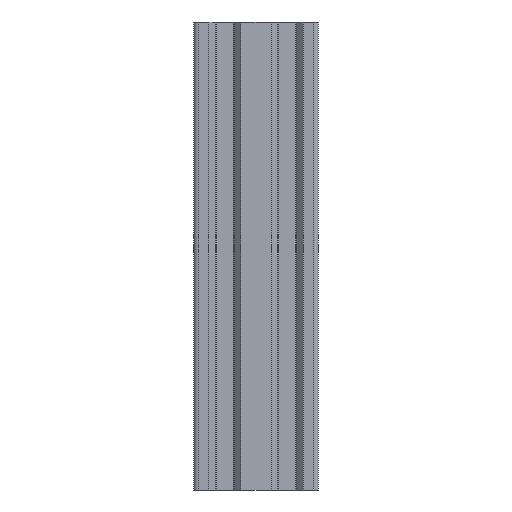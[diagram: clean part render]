
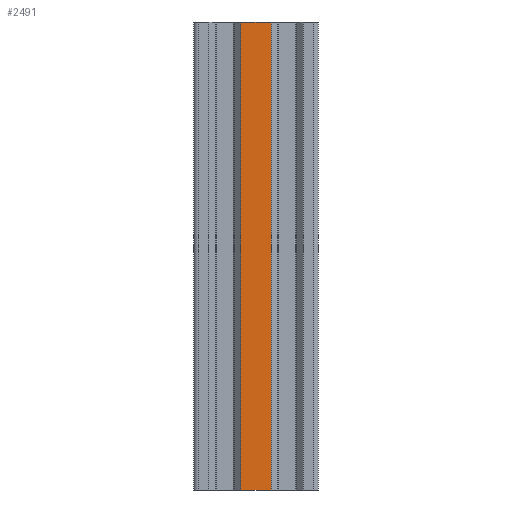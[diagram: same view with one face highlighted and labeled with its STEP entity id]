
A CAD part, left-side view. The second image highlights one B-rep face of the part: STEP entity #2491.
In plain terms, the highlighted planar face has unit normal (-1, 0, 0).
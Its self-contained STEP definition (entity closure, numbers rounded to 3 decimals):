
#33 = CARTESIAN_POINT ( 'NONE',  ( -10., -14.9, 0. ) ) ;
#37 = VECTOR ( 'NONE', #1821, 1000. ) ;
#53 = DIRECTION ( 'NONE',  ( 0., -1., 0. ) ) ;
#55 = ORIENTED_EDGE ( 'NONE', *, *, #968, .F. ) ;
#68 = VERTEX_POINT ( 'NONE', #33 ) ;
#100 = CARTESIAN_POINT ( 'NONE',  ( -10., -5.1, 150. ) ) ;
#139 = LINE ( 'NONE', #1854, #591 ) ;
#167 = DIRECTION ( 'NONE',  ( 0., 1., 0. ) ) ;
#202 = CARTESIAN_POINT ( 'NONE',  ( -10., -14.9, 150. ) ) ;
#275 = LINE ( 'NONE', #2302, #318 ) ;
#318 = VECTOR ( 'NONE', #53, 1000. ) ;
#344 = LINE ( 'NONE', #1020, #37 ) ;
#550 = PLANE ( 'NONE',  #1233 ) ;
#591 = VECTOR ( 'NONE', #2259, 1000. ) ;
#784 = VERTEX_POINT ( 'NONE', #202 ) ;
#795 = ORIENTED_EDGE ( 'NONE', *, *, #2135, .F. ) ;
#968 = EDGE_CURVE ( 'NONE', #2314, #784, #275, .T. ) ;
#1005 = CARTESIAN_POINT ( 'NONE',  ( -10., -5.1, 0. ) ) ;
#1020 = CARTESIAN_POINT ( 'NONE',  ( -10., -14.9, 150. ) ) ;
#1046 = CARTESIAN_POINT ( 'NONE',  ( -10., -5.1, 0. ) ) ;
#1219 = CARTESIAN_POINT ( 'NONE',  ( -10., -5.1, 150. ) ) ;
#1233 = AXIS2_PLACEMENT_3D ( 'NONE', #1219, #1367, #167 ) ;
#1261 = EDGE_CURVE ( 'NONE', #2314, #2160, #139, .T. ) ;
#1367 = DIRECTION ( 'NONE',  ( 1., 0., 0. ) ) ;
#1482 = EDGE_LOOP ( 'NONE', ( #2506, #795, #55, #2585 ) ) ;
#1601 = FACE_OUTER_BOUND ( 'NONE', #1482, .T. ) ;
#1821 = DIRECTION ( 'NONE',  ( 0., 0., -1. ) ) ;
#1844 = DIRECTION ( 'NONE',  ( 0., -1., 0. ) ) ;
#1854 = CARTESIAN_POINT ( 'NONE',  ( -10., -5.1, 150. ) ) ;
#2062 = VECTOR ( 'NONE', #1844, 1000. ) ;
#2135 = EDGE_CURVE ( 'NONE', #784, #68, #344, .T. ) ;
#2160 = VERTEX_POINT ( 'NONE', #1046 ) ;
#2259 = DIRECTION ( 'NONE',  ( 0., 0., -1. ) ) ;
#2302 = CARTESIAN_POINT ( 'NONE',  ( -10., -5.1, 150. ) ) ;
#2314 = VERTEX_POINT ( 'NONE', #100 ) ;
#2443 = LINE ( 'NONE', #1005, #2062 ) ;
#2448 = EDGE_CURVE ( 'NONE', #2160, #68, #2443, .T. ) ;
#2491 = ADVANCED_FACE ( 'NONE', ( #1601 ), #550, .F. ) ;
#2506 = ORIENTED_EDGE ( 'NONE', *, *, #2448, .T. ) ;
#2585 = ORIENTED_EDGE ( 'NONE', *, *, #1261, .T. ) ;
